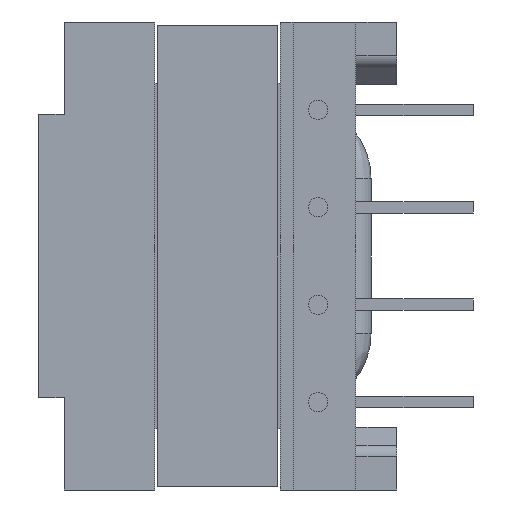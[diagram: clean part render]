
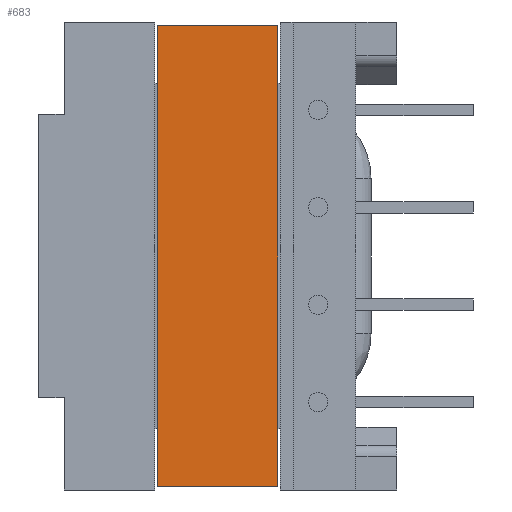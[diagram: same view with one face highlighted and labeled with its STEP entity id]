
A CAD part, left-side view. The second image highlights one B-rep face of the part: STEP entity #683.
In plain terms, the highlighted planar face has unit normal (-1, 0, 0).
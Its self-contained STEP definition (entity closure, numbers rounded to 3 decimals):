
#158 = EDGE_LOOP ( 'NONE', ( #3459, #6196, #2189, #1585 ) ) ;
#306 = VECTOR ( 'NONE', #1242, 1000. ) ;
#683 = ADVANCED_FACE ( 'NONE', ( #4681 ), #2421, .T. ) ;
#724 = AXIS2_PLACEMENT_3D ( 'NONE', #1406, #2503, #6765 ) ;
#1165 = VERTEX_POINT ( 'NONE', #2877 ) ;
#1242 = DIRECTION ( 'NONE',  ( 0., 0., -1. ) ) ;
#1330 = DIRECTION ( 'NONE',  ( 0., -1., 0. ) ) ;
#1360 = VECTOR ( 'NONE', #6155, 1000. ) ;
#1406 = CARTESIAN_POINT ( 'NONE',  ( -9.95, 4.65, -9. ) ) ;
#1585 = ORIENTED_EDGE ( 'NONE', *, *, #2669, .T. ) ;
#1866 = CARTESIAN_POINT ( 'NONE',  ( -9.95, 4.65, -9. ) ) ;
#2189 = ORIENTED_EDGE ( 'NONE', *, *, #3483, .T. ) ;
#2421 = PLANE ( 'NONE',  #724 ) ;
#2503 = DIRECTION ( 'NONE',  ( -1., 0., 0. ) ) ;
#2577 = VERTEX_POINT ( 'NONE', #2752 ) ;
#2669 = EDGE_CURVE ( 'NONE', #1165, #6781, #6191, .T. ) ;
#2752 = CARTESIAN_POINT ( 'NONE',  ( -9.95, 9.35, 9. ) ) ;
#2877 = CARTESIAN_POINT ( 'NONE',  ( -9.95, 4.65, -9. ) ) ;
#3092 = CARTESIAN_POINT ( 'NONE',  ( -9.95, 9.35, -9. ) ) ;
#3223 = CARTESIAN_POINT ( 'NONE',  ( -9.95, 9.35, -9. ) ) ;
#3288 = CARTESIAN_POINT ( 'NONE',  ( -9.95, 4.65, 9. ) ) ;
#3459 = ORIENTED_EDGE ( 'NONE', *, *, #3821, .T. ) ;
#3483 = EDGE_CURVE ( 'NONE', #6333, #1165, #5124, .T. ) ;
#3821 = EDGE_CURVE ( 'NONE', #6781, #2577, #4523, .T. ) ;
#3986 = EDGE_CURVE ( 'NONE', #2577, #6333, #6444, .T. ) ;
#4408 = CARTESIAN_POINT ( 'NONE',  ( -9.95, 9.35, -9. ) ) ;
#4523 = LINE ( 'NONE', #5188, #5573 ) ;
#4681 = FACE_OUTER_BOUND ( 'NONE', #158, .T. ) ;
#4786 = VECTOR ( 'NONE', #1330, 1000. ) ;
#5124 = LINE ( 'NONE', #3092, #4786 ) ;
#5188 = CARTESIAN_POINT ( 'NONE',  ( -9.95, 4.65, 9. ) ) ;
#5573 = VECTOR ( 'NONE', #6170, 1000. ) ;
#6155 = DIRECTION ( 'NONE',  ( 0., 0., 1. ) ) ;
#6170 = DIRECTION ( 'NONE',  ( 0., 1., 0. ) ) ;
#6191 = LINE ( 'NONE', #1866, #1360 ) ;
#6196 = ORIENTED_EDGE ( 'NONE', *, *, #3986, .T. ) ;
#6333 = VERTEX_POINT ( 'NONE', #4408 ) ;
#6444 = LINE ( 'NONE', #3223, #306 ) ;
#6765 = DIRECTION ( 'NONE',  ( 0., 0., 1. ) ) ;
#6781 = VERTEX_POINT ( 'NONE', #3288 ) ;
